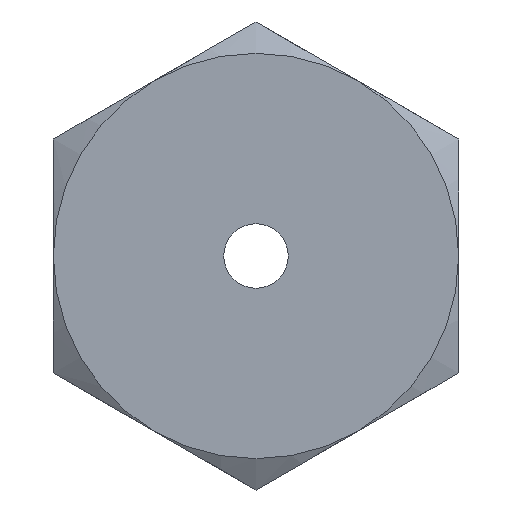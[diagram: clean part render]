
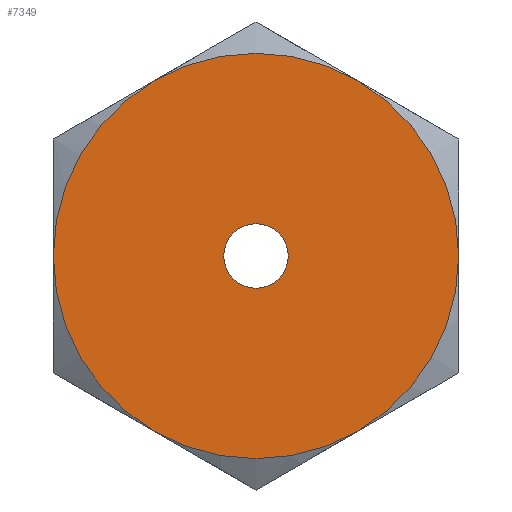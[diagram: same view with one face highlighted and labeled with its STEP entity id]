
A CAD part, left-side view. The second image highlights one B-rep face of the part: STEP entity #7349.
In plain terms, the highlighted planar face has unit normal (-1, 0, 0).
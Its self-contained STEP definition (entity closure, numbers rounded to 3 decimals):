
#2906=CARTESIAN_POINT('',(-4.,2.5,
-4.33));
#2934=CARTESIAN_POINT('',(-4.,5.,
0.));
#2958=CARTESIAN_POINT('',(-4.,2.5,4.33));
#2984=CARTESIAN_POINT('',(-4.,-2.5,
4.33));
#3010=CARTESIAN_POINT('',(-4.,-5.,
0.));
#3036=CARTESIAN_POINT('',(-4.,-2.5,
-4.33));
#3051=CARTESIAN_POINT('',(-4.,0.,0.));
#3052=DIRECTION('',(-1.,0.,0.));
#3053=DIRECTION('',(0.,1.,0.));
#3054=AXIS2_PLACEMENT_3D('',#3051,#3052,#3053);
#3056=CARTESIAN_POINT('',(-4.,0.,0.));
#3057=DIRECTION('',(-1.,0.,0.));
#3058=DIRECTION('',(0.,0.5,0.866));
#3059=AXIS2_PLACEMENT_3D('',#3056,#3057,#3058);
#3061=CARTESIAN_POINT('',(-4.,0.,0.));
#3062=DIRECTION('',(-1.,0.,0.));
#3063=DIRECTION('',(0.,-0.5,0.866));
#3064=AXIS2_PLACEMENT_3D('',#3061,#3062,#3063);
#3066=CARTESIAN_POINT('',(-4.,0.,0.));
#3067=DIRECTION('',(-1.,0.,0.));
#3068=DIRECTION('',(0.,-1.,0.));
#3069=AXIS2_PLACEMENT_3D('',#3066,#3067,#3068);
#3071=CARTESIAN_POINT('',(-4.,0.,0.));
#3072=DIRECTION('',(-1.,0.,0.));
#3073=DIRECTION('',(0.,-0.5,-0.866));
#3074=AXIS2_PLACEMENT_3D('',#3071,#3072,#3073);
#3076=CARTESIAN_POINT('',(-4.,0.,0.));
#3077=DIRECTION('',(-1.,0.,0.));
#3078=DIRECTION('',(0.,0.5,-0.866));
#3079=AXIS2_PLACEMENT_3D('',#3076,#3077,#3078);
#3081=CARTESIAN_POINT('',(-4.,0.,0.));
#3082=DIRECTION('',(1.,0.,0.));
#3083=DIRECTION('',(0.,-1.,0.));
#3084=AXIS2_PLACEMENT_3D('',#3081,#3082,#3083);
#3086=CARTESIAN_POINT('',(-4.,0.,0.));
#3087=DIRECTION('',(1.,0.,0.));
#3088=DIRECTION('',(0.,1.,0.));
#3089=AXIS2_PLACEMENT_3D('',#3086,#3087,#3088);
#3216=VERTEX_POINT('',#2906);
#3218=VERTEX_POINT('',#2934);
#3221=VERTEX_POINT('',#2958);
#3223=VERTEX_POINT('',#2984);
#3225=VERTEX_POINT('',#3010);
#3226=VERTEX_POINT('',#3036);
#3259=CARTESIAN_POINT('',(-4.,-0.795,0.));
#3260=CARTESIAN_POINT('',(-4.,0.795,0.));
#3261=VERTEX_POINT('',#3259);
#3262=VERTEX_POINT('',#3260);
#7327=CARTESIAN_POINT('',(-4.,0.,0.));
#7328=DIRECTION('',(1.,0.,0.));
#7329=DIRECTION('',(0.,1.,0.));
#7330=AXIS2_PLACEMENT_3D('',#7327,#7328,#7329);
#7331=PLANE('',#7330);
#7332=ORIENTED_EDGE('',*,*,#7298,.F.);
#7334=ORIENTED_EDGE('',*,*,#7333,.F.);
#7336=ORIENTED_EDGE('',*,*,#7335,.F.);
#7338=ORIENTED_EDGE('',*,*,#7337,.F.);
#7339=ORIENTED_EDGE('',*,*,#7322,.F.);
#7340=ORIENTED_EDGE('',*,*,#7309,.F.);
#7341=EDGE_LOOP('',(#7332,#7334,#7336,#7338,#7339,#7340));
#7342=FACE_OUTER_BOUND('',#7341,.F.);
#7344=ORIENTED_EDGE('',*,*,#7343,.F.);
#7346=ORIENTED_EDGE('',*,*,#7345,.F.);
#7347=EDGE_LOOP('',(#7344,#7346));
#7348=FACE_BOUND('',#7347,.F.);
#3055=CIRCLE('',#3054,5.);
#3060=CIRCLE('',#3059,5.);
#3065=CIRCLE('',#3064,5.);
#3070=CIRCLE('',#3069,5.);
#3075=CIRCLE('',#3074,5.);
#3080=CIRCLE('',#3079,5.);
#3085=CIRCLE('',#3084,0.795);
#3090=CIRCLE('',#3089,0.795);
#7298=EDGE_CURVE('',#3218,#3216,#3055,.T.);
#7309=EDGE_CURVE('',#3216,#3226,#3080,.T.);
#7322=EDGE_CURVE('',#3226,#3225,#3075,.T.);
#7333=EDGE_CURVE('',#3221,#3218,#3060,.T.);
#7335=EDGE_CURVE('',#3223,#3221,#3065,.T.);
#7337=EDGE_CURVE('',#3225,#3223,#3070,.T.);
#7343=EDGE_CURVE('',#3261,#3262,#3085,.T.);
#7345=EDGE_CURVE('',#3262,#3261,#3090,.T.);
#7349=ADVANCED_FACE('',(#7342,#7348),#7331,.F.);
